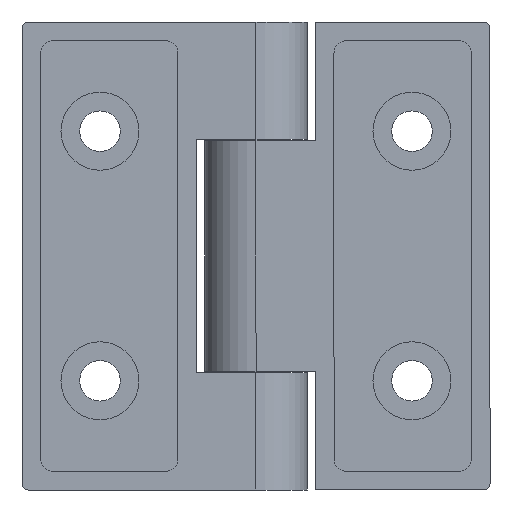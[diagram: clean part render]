
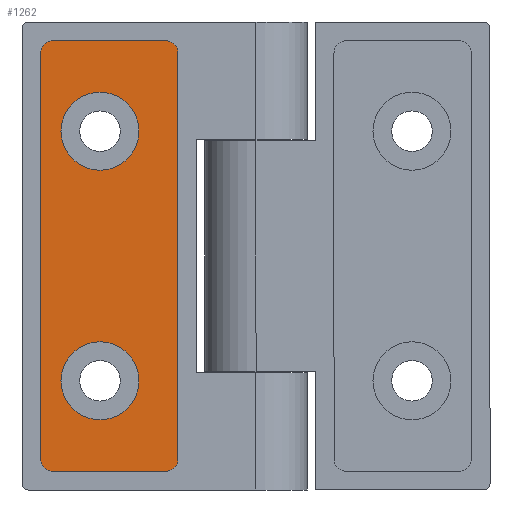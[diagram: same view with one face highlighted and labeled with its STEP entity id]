
A CAD part, front view. The second image highlights one B-rep face of the part: STEP entity #1262.
In plain terms, the highlighted planar face has unit normal (0, -1, 0).
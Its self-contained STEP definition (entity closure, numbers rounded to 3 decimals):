
#90=FACE_BOUND('',#232,.T.);
#91=FACE_BOUND('',#233,.T.);
#141=FACE_OUTER_BOUND('',#231,.T.);
#231=EDGE_LOOP('',(#955,#956,#957,#958,#959,#960,#961,#962));
#232=EDGE_LOOP('',(#963));
#233=EDGE_LOOP('',(#964));
#349=LINE('',#2009,#442);
#352=LINE('',#2017,#445);
#355=LINE('',#2025,#448);
#358=LINE('',#2032,#451);
#442=VECTOR('',#1584,65.);
#445=VECTOR('',#1593,18.);
#448=VECTOR('',#1602,65.);
#451=VECTOR('',#1611,18.);
#526=CIRCLE('',#1355,6.25);
#528=CIRCLE('',#1358,6.25);
#529=CIRCLE('',#1360,2.);
#530=CIRCLE('',#1363,2.);
#531=CIRCLE('',#1366,2.);
#532=CIRCLE('',#1369,2.);
#617=VERTEX_POINT('',#1994);
#619=VERTEX_POINT('',#1999);
#620=VERTEX_POINT('',#2002);
#621=VERTEX_POINT('',#2003);
#622=VERTEX_POINT('',#2008);
#623=VERTEX_POINT('',#2012);
#624=VERTEX_POINT('',#2016);
#625=VERTEX_POINT('',#2020);
#626=VERTEX_POINT('',#2024);
#627=VERTEX_POINT('',#2028);
#740=EDGE_CURVE('',#617,#617,#526,.T.);
#742=EDGE_CURVE('',#619,#619,#528,.T.);
#743=EDGE_CURVE('',#620,#621,#529,.T.);
#746=EDGE_CURVE('',#621,#622,#349,.T.);
#748=EDGE_CURVE('',#622,#623,#530,.T.);
#750=EDGE_CURVE('',#623,#624,#352,.T.);
#752=EDGE_CURVE('',#624,#625,#531,.T.);
#754=EDGE_CURVE('',#625,#626,#355,.T.);
#756=EDGE_CURVE('',#626,#627,#532,.T.);
#758=EDGE_CURVE('',#627,#620,#358,.T.);
#955=ORIENTED_EDGE('',*,*,#743,.T.);
#956=ORIENTED_EDGE('',*,*,#746,.T.);
#957=ORIENTED_EDGE('',*,*,#748,.T.);
#958=ORIENTED_EDGE('',*,*,#750,.T.);
#959=ORIENTED_EDGE('',*,*,#752,.T.);
#960=ORIENTED_EDGE('',*,*,#754,.T.);
#961=ORIENTED_EDGE('',*,*,#756,.T.);
#962=ORIENTED_EDGE('',*,*,#758,.T.);
#963=ORIENTED_EDGE('',*,*,#740,.F.);
#964=ORIENTED_EDGE('',*,*,#742,.F.);
#1215=PLANE('',#1371);
#1262=ADVANCED_FACE('',(#141,#90,#91),#1215,.F.);
#1355=AXIS2_PLACEMENT_3D('',#1995,#1568,#1569);
#1358=AXIS2_PLACEMENT_3D('',#2000,#1574,#1575);
#1360=AXIS2_PLACEMENT_3D('',#2004,#1578,#1579);
#1363=AXIS2_PLACEMENT_3D('',#2013,#1588,#1589);
#1366=AXIS2_PLACEMENT_3D('',#2021,#1597,#1598);
#1369=AXIS2_PLACEMENT_3D('',#2029,#1606,#1607);
#1371=AXIS2_PLACEMENT_3D('',#2033,#1612,#1613);
#1568=DIRECTION('center_axis',(0.,-1.,0.));
#1569=DIRECTION('ref_axis',(-1.,0.,0.));
#1574=DIRECTION('center_axis',(0.,-1.,0.));
#1575=DIRECTION('ref_axis',(-1.,0.,0.));
#1578=DIRECTION('center_axis',(0.,-1.,0.));
#1579=DIRECTION('ref_axis',(0.,0.,
-1.));
#1584=DIRECTION('',(0.,0.,-1.));
#1588=DIRECTION('center_axis',(0.,-1.,0.));
#1589=DIRECTION('ref_axis',(1.,0.,0.));
#1593=DIRECTION('',(1.,0.,0.));
#1597=DIRECTION('center_axis',(0.,-1.,0.));
#1598=DIRECTION('ref_axis',(0.,0.,1.));
#1602=DIRECTION('',(0.,0.,1.));
#1606=DIRECTION('center_axis',(0.,-1.,0.));
#1607=DIRECTION('ref_axis',(-1.,0.,0.));
#1611=DIRECTION('',(-1.,0.,0.));
#1612=DIRECTION('center_axis',(0.,1.,0.));
#1613=DIRECTION('ref_axis',(0.,0.,1.));
#1994=CARTESIAN_POINT('',(-18.75,-5.7,-20.));
#1995=CARTESIAN_POINT('Origin',(-25.,-5.7,-20.));
#1999=CARTESIAN_POINT('',(-18.75,-5.7,20.));
#2000=CARTESIAN_POINT('Origin',(-25.,-5.7,20.));
#2002=CARTESIAN_POINT('',(-32.5,-5.7,34.5));
#2003=CARTESIAN_POINT('',(-34.5,-5.7,32.5));
#2004=CARTESIAN_POINT('Origin',(-32.5,-5.7,32.5));
#2008=CARTESIAN_POINT('',(-34.5,-5.7,-32.5));
#2009=CARTESIAN_POINT('',(-34.5,-5.7,-32.5));
#2012=CARTESIAN_POINT('',(-32.5,-5.7,-34.5));
#2013=CARTESIAN_POINT('Origin',(-32.5,-5.7,-32.5));
#2016=CARTESIAN_POINT('',(-14.5,-5.7,-34.5));
#2017=CARTESIAN_POINT('',(-14.5,-5.7,-34.5));
#2020=CARTESIAN_POINT('',(-12.5,-5.7,-32.5));
#2021=CARTESIAN_POINT('Origin',(-14.5,-5.7,-32.5));
#2024=CARTESIAN_POINT('',(-12.5,-5.7,32.5));
#2025=CARTESIAN_POINT('',(-12.5,-5.7,32.5));
#2028=CARTESIAN_POINT('',(-14.5,-5.7,34.5));
#2029=CARTESIAN_POINT('Origin',(-14.5,-5.7,32.5));
#2032=CARTESIAN_POINT('',(-32.5,-5.7,34.5));
#2033=CARTESIAN_POINT('Origin',(-23.5,-5.7,0.));
